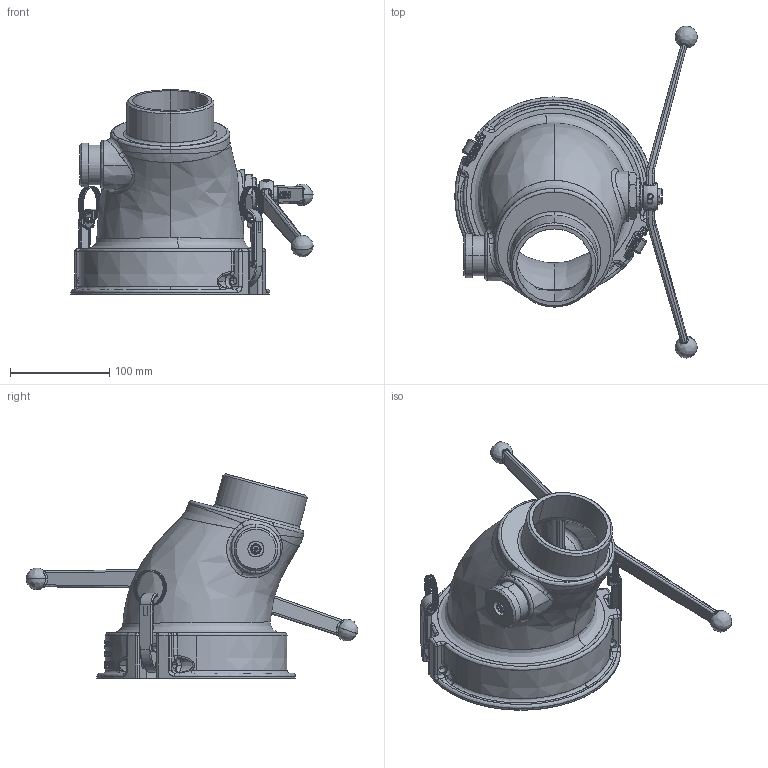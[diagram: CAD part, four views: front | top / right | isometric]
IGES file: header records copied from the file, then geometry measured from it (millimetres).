
Start section: SolidWorks IGES file using analytic representation for surfaces
Global section: file name: VKAL3S.IGS; native system: SolidWorks 2010; preprocessor: SolidWorks 2010; author: LarsenR; date: 120801.113410; units: millimetre
Bounding box: 243.73 x 333.89 x 205.71 mm (x, y, z)
Surface area: 292178.4 mm2 (no closed solid volume)
Topology: 0 solids, 0 shells, 1068 faces, 16279 edges, 16250 vertices
Faces by surface type: bspline 733, revolution 335
